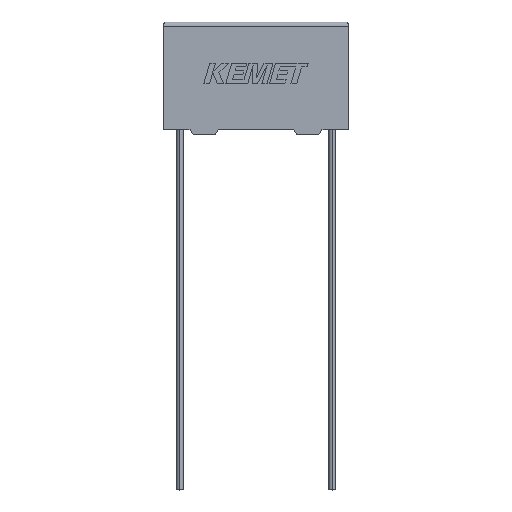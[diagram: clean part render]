
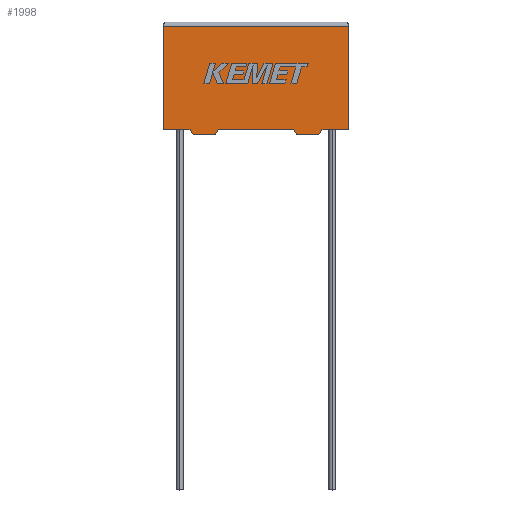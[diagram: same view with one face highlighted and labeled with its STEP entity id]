
A CAD part, top view. The second image highlights one B-rep face of the part: STEP entity #1998.
In plain terms, the highlighted planar face has unit normal (0, 0, 1).
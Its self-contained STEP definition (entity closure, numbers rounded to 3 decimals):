
#68 = VERTEX_POINT ( 'NONE', #477 ) ;
#104 = DIRECTION ( 'NONE',  ( -1., 0., 0. ) ) ;
#110 = EDGE_CURVE ( 'NONE', #68, #2773, #2144, .T. ) ;
#116 = VERTEX_POINT ( 'NONE', #318 ) ;
#143 = LINE ( 'NONE', #2885, #2752 ) ;
#150 = CARTESIAN_POINT ( 'NONE',  ( 0., 10.201, 5.2 ) ) ;
#156 = LINE ( 'NONE', #1409, #2840 ) ;
#158 = EDGE_CURVE ( 'NONE', #476, #116, #1488, .T. ) ;
#285 = VECTOR ( 'NONE', #1486, 1000. ) ;
#318 = CARTESIAN_POINT ( 'NONE',  ( 13.151, -0.499, 5.2 ) ) ;
#362 = CARTESIAN_POINT ( 'NONE',  ( 18.3, 0., 5.2 ) ) ;
#372 = FACE_OUTER_BOUND ( 'NONE', #1534, .T. ) ;
#451 = EDGE_CURVE ( 'NONE', #2629, #2036, #496, .T. ) ;
#473 = EDGE_CURVE ( 'NONE', #2773, #3004, #692, .T. ) ;
#476 = VERTEX_POINT ( 'NONE', #723 ) ;
#477 = CARTESIAN_POINT ( 'NONE',  ( 5.149, -0.499, 5.2 ) ) ;
#496 = LINE ( 'NONE', #2460, #2979 ) ;
#497 = EDGE_CURVE ( 'NONE', #3005, #2117, #2713, .T. ) ;
#563 = DIRECTION ( 'NONE',  ( 0., 0., -1. ) ) ;
#564 = DIRECTION ( 'NONE',  ( 0.515, 0.857, 0. ) ) ;
#566 = EDGE_CURVE ( 'NONE', #2629, #476, #2189, .T. ) ;
#577 = CARTESIAN_POINT ( 'NONE',  ( 15.351, -0.499, 5.2 ) ) ;
#641 = EDGE_CURVE ( 'NONE', #2398, #68, #898, .T. ) ;
#682 = CARTESIAN_POINT ( 'NONE',  ( 0., 0., 5.2 ) ) ;
#692 = LINE ( 'NONE', #1450, #2023 ) ;
#723 = CARTESIAN_POINT ( 'NONE',  ( 15.351, -0.499, 5.2 ) ) ;
#744 = VECTOR ( 'NONE', #1097, 1000. ) ;
#747 = ORIENTED_EDGE ( 'NONE', *, *, #451, .T. ) ;
#748 = DIRECTION ( 'NONE',  ( -0.515, -0.857, 0. ) ) ;
#750 = ORIENTED_EDGE ( 'NONE', *, *, #1052, .T. ) ;
#862 = VERTEX_POINT ( 'NONE', #2559 ) ;
#888 = ORIENTED_EDGE ( 'NONE', *, *, #497, .T. ) ;
#898 = LINE ( 'NONE', #1011, #744 ) ;
#1011 = CARTESIAN_POINT ( 'NONE',  ( 2.949, -0.499, 5.2 ) ) ;
#1052 = EDGE_CURVE ( 'NONE', #2036, #862, #156, .T. ) ;
#1083 = ORIENTED_EDGE ( 'NONE', *, *, #641, .T. ) ;
#1097 = DIRECTION ( 'NONE',  ( 1., 0., 0. ) ) ;
#1162 = CARTESIAN_POINT ( 'NONE',  ( 0., 10.201, 5.2 ) ) ;
#1168 = ORIENTED_EDGE ( 'NONE', *, *, #2205, .T. ) ;
#1221 = EDGE_CURVE ( 'NONE', #2117, #2398, #2634, .T. ) ;
#1366 = DIRECTION ( 'NONE',  ( -0.515, 0.857, 0. ) ) ;
#1403 = VECTOR ( 'NONE', #564, 1000. ) ;
#1409 = CARTESIAN_POINT ( 'NONE',  ( 18.3, 0., 5.2 ) ) ;
#1433 = ORIENTED_EDGE ( 'NONE', *, *, #158, .F. ) ;
#1450 = CARTESIAN_POINT ( 'NONE',  ( 0., 0., 5.2 ) ) ;
#1486 = DIRECTION ( 'NONE',  ( 1., 0., 0. ) ) ;
#1488 = LINE ( 'NONE', #577, #1526 ) ;
#1526 = VECTOR ( 'NONE', #104, 1000. ) ;
#1534 = EDGE_LOOP ( 'NONE', ( #750, #1168, #3234, #888, #1750, #1083, #2777, #1995, #3202, #1433, #2740, #747 ) ) ;
#1557 = CARTESIAN_POINT ( 'NONE',  ( 5.449, 0., 5.2 ) ) ;
#1650 = VECTOR ( 'NONE', #2648, 1000. ) ;
#1655 = DIRECTION ( 'NONE',  ( -1., 0., 0. ) ) ;
#1687 = LINE ( 'NONE', #150, #2790 ) ;
#1690 = DIRECTION ( 'NONE',  ( 1., 0., 0. ) ) ;
#1699 = AXIS2_PLACEMENT_3D ( 'NONE', #2060, #563, #2328 ) ;
#1750 = ORIENTED_EDGE ( 'NONE', *, *, #1221, .T. ) ;
#1925 = EDGE_CURVE ( 'NONE', #3034, #3005, #2148, .T. ) ;
#1994 = CARTESIAN_POINT ( 'NONE',  ( 15.651, 0., 5.2 ) ) ;
#1995 = ORIENTED_EDGE ( 'NONE', *, *, #473, .T. ) ;
#1998 = ADVANCED_FACE ( 'NONE', ( #372 ), #3060, .F. ) ;
#2023 = VECTOR ( 'NONE', #1690, 1000. ) ;
#2036 = VERTEX_POINT ( 'NONE', #362 ) ;
#2060 = CARTESIAN_POINT ( 'NONE',  ( 0., 0., 5.2 ) ) ;
#2117 = VERTEX_POINT ( 'NONE', #2854 ) ;
#2128 = EDGE_CURVE ( 'NONE', #116, #3004, #143, .T. ) ;
#2144 = LINE ( 'NONE', #2349, #1403 ) ;
#2148 = LINE ( 'NONE', #2388, #1650 ) ;
#2155 = VECTOR ( 'NONE', #2489, 1000. ) ;
#2189 = LINE ( 'NONE', #1994, #2572 ) ;
#2205 = EDGE_CURVE ( 'NONE', #862, #3034, #1687, .T. ) ;
#2253 = CARTESIAN_POINT ( 'NONE',  ( 2.649, 0., 5.2 ) ) ;
#2271 = CARTESIAN_POINT ( 'NONE',  ( 0., 0., 5.2 ) ) ;
#2328 = DIRECTION ( 'NONE',  ( -1., 0., 0. ) ) ;
#2349 = CARTESIAN_POINT ( 'NONE',  ( 5.149, -0.499, 5.2 ) ) ;
#2388 = CARTESIAN_POINT ( 'NONE',  ( 0., 0., 5.2 ) ) ;
#2398 = VERTEX_POINT ( 'NONE', #2704 ) ;
#2437 = CARTESIAN_POINT ( 'NONE',  ( 12.851, 0., 5.2 ) ) ;
#2460 = CARTESIAN_POINT ( 'NONE',  ( 0., 0., 5.2 ) ) ;
#2489 = DIRECTION ( 'NONE',  ( 0.515, -0.857, 0. ) ) ;
#2559 = CARTESIAN_POINT ( 'NONE',  ( 18.3, 10.201, 5.2 ) ) ;
#2572 = VECTOR ( 'NONE', #748, 1000. ) ;
#2629 = VERTEX_POINT ( 'NONE', #3204 ) ;
#2634 = LINE ( 'NONE', #2253, #2155 ) ;
#2648 = DIRECTION ( 'NONE',  ( 0., -1., 0. ) ) ;
#2669 = DIRECTION ( 'NONE',  ( 0., 1., 0. ) ) ;
#2704 = CARTESIAN_POINT ( 'NONE',  ( 2.949, -0.499, 5.2 ) ) ;
#2713 = LINE ( 'NONE', #2271, #285 ) ;
#2740 = ORIENTED_EDGE ( 'NONE', *, *, #566, .F. ) ;
#2752 = VECTOR ( 'NONE', #1366, 1000. ) ;
#2773 = VERTEX_POINT ( 'NONE', #1557 ) ;
#2777 = ORIENTED_EDGE ( 'NONE', *, *, #110, .T. ) ;
#2790 = VECTOR ( 'NONE', #1655, 1000. ) ;
#2840 = VECTOR ( 'NONE', #2669, 1000. ) ;
#2854 = CARTESIAN_POINT ( 'NONE',  ( 2.649, 0., 5.2 ) ) ;
#2885 = CARTESIAN_POINT ( 'NONE',  ( 13.151, -0.499, 5.2 ) ) ;
#2952 = DIRECTION ( 'NONE',  ( 1., 0., 0. ) ) ;
#2979 = VECTOR ( 'NONE', #2952, 1000. ) ;
#3004 = VERTEX_POINT ( 'NONE', #2437 ) ;
#3005 = VERTEX_POINT ( 'NONE', #682 ) ;
#3034 = VERTEX_POINT ( 'NONE', #1162 ) ;
#3060 = PLANE ( 'NONE',  #1699 ) ;
#3202 = ORIENTED_EDGE ( 'NONE', *, *, #2128, .F. ) ;
#3204 = CARTESIAN_POINT ( 'NONE',  ( 15.651, 0., 5.2 ) ) ;
#3234 = ORIENTED_EDGE ( 'NONE', *, *, #1925, .T. ) ;
